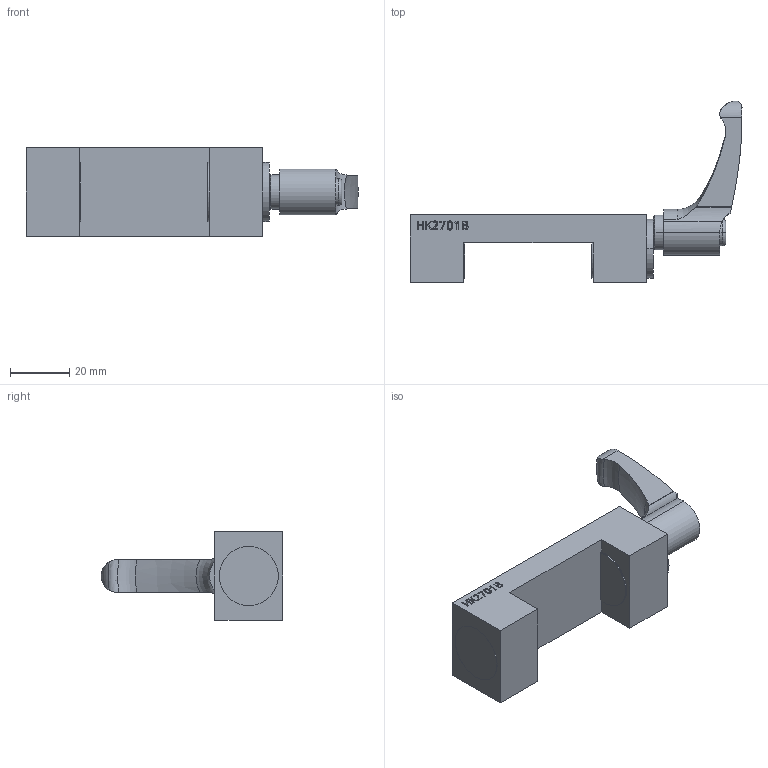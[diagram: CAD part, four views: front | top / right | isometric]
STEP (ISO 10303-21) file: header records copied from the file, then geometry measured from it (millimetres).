
FILE_DESCRIPTION(('HOOPS Exchange Step'),'2;1');
FILE_NAME('export-A829A0E0-75AB-4C93-AB1E-729D9C8AFE36.stp','2024-08-11T10:26:24+02:00',('Engineering'),('Alibre'),'HOOPS Exchange 2023.0','Alibre','Unknown authorisation');
FILE_SCHEMA( ('AP242_MANAGED_MODEL_BASED_3D_ENGINEERING_MIM_LF {1 0 10303 442 1 1 4 }') );
Length unit declared in the file: millimetre
Products named in the file (3): 6912-1 HK2701B - Wide - Manual Clamping Element - BASE; 6912-2 HK2701B - Wide - Manual Clamping Element - LEVERGN 604-44-M4-SG; 6912 HK2701B - Wide - Manual Clamping Element
Assembly tree (2 placements, depth 2):
  6912 HK2701B - Wide - Manual Clamping Element
    6912-1 HK2701B - Wide - Manual Clamping Element - BASE
    6912-2 HK2701B - Wide - Manual Clamping Element - LEVERGN 604-44-M4-SG
Bounding box: 112.38 x 61.44 x 30 mm (x, y, z)
Volume: 7353.4 mm3; surface area: 13053.1 mm2
Topology: 1 solids, 196 shells, 257 faces, 1236 edges, 1167 vertices
Faces by surface type: cylinder 135, plane 100, cone 12, torus 10
Entity records: 13293 total; most frequent: CARTESIAN_POINT 2850, DIRECTION 2232, ORIENTED_EDGE 1378, EDGE_CURVE 1234, VERTEX_POINT 1167, AXIS2_PLACEMENT_3D 769, VECTOR 694, LINE 694
